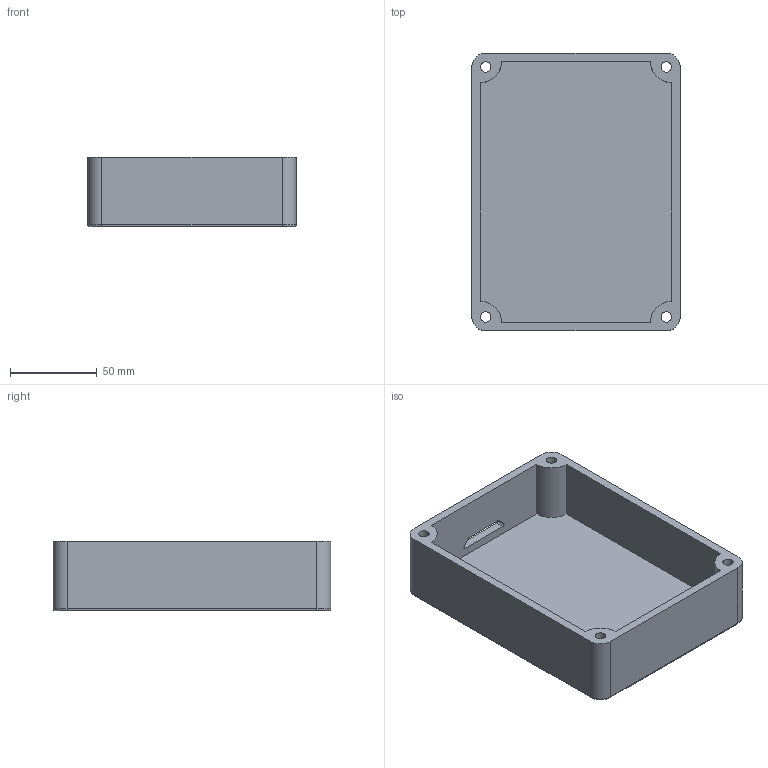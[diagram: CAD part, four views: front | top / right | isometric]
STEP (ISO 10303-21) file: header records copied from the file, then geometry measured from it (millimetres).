
FILE_DESCRIPTION(('FreeCAD Model'),'2;1');
FILE_NAME('unterteil-step.step', '2020-12-06T16:36:03',(''),(''),'Open CASCADE STEP processor 7.4', 'FreeCAD','Unknown');
FILE_SCHEMA(('AUTOMOTIVE_DESIGN { 1 0 10303 214 1 1 1 1 }'));
Length unit declared in the file: millimetre
Products named in the file (1): unterteil
Bounding box: 120 x 160 x 40 mm (x, y, z)
Volume: 194622.8 mm3; surface area: 81185.1 mm2
Topology: 1 solids, 1 shells, 51 faces, 120 edges, 76 vertices
Faces by surface type: cylinder 24, plane 19, torus 8
Full cylindrical faces by diameter (mm): 6 x4, 9 x4
Entity records: 3128 total; most frequent: CARTESIAN_POINT 584, DIRECTION 508, LINE 260, VECTOR 260, ORIENTED_EDGE 240, PCURVE 240, DEFINITIONAL_REPRESENTATION 240, EDGE_CURVE 120
